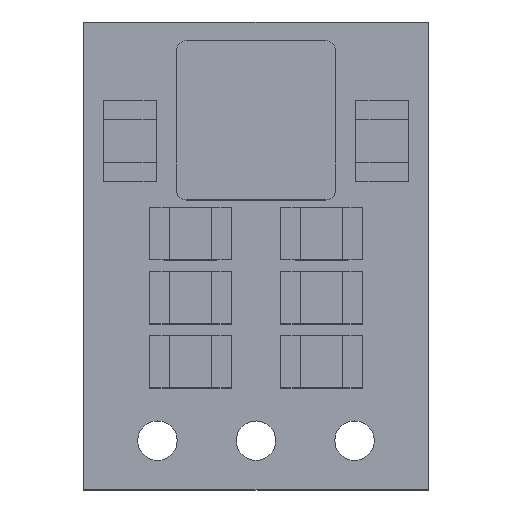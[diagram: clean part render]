
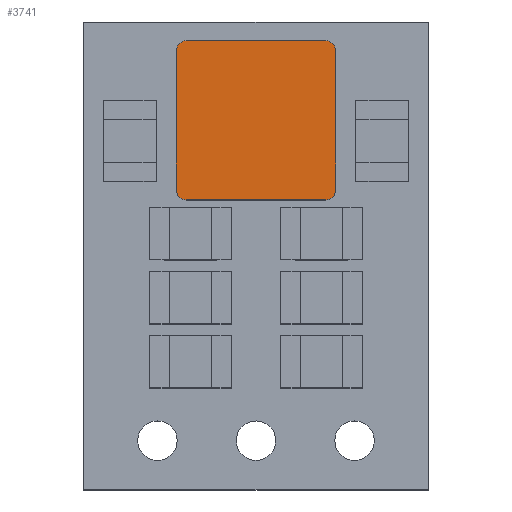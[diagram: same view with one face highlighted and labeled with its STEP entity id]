
A CAD part, top view. The second image highlights one B-rep face of the part: STEP entity #3741.
In plain terms, the highlighted planar face has unit normal (0, 0, 1).
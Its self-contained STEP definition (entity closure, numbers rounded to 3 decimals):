
#419 = CIRCLE ( 'NONE', #4839, 0.25 ) ;
#1516 = ORIENTED_EDGE ( 'NONE', *, *, #38724, .T. ) ;
#1794 = CARTESIAN_POINT ( 'NONE',  ( 6.245, 11.325, 4.016 ) ) ;
#3741 = ADVANCED_FACE ( 'NONE', ( #11676 ), #21483, .T. ) ;
#4164 = DIRECTION ( 'NONE',  ( 1., 0., 0. ) ) ;
#4778 = CARTESIAN_POINT ( 'NONE',  ( 6.245, 7.725, 4.016 ) ) ;
#4810 = CIRCLE ( 'NONE', #24946, 0.25 ) ;
#4839 = AXIS2_PLACEMENT_3D ( 'NONE', #4778, #7949, #14380 ) ;
#4984 = VECTOR ( 'NONE', #36348, 1000. ) ;
#5102 = CARTESIAN_POINT ( 'NONE',  ( 2.395, 7.725, 4.016 ) ) ;
#6772 = CARTESIAN_POINT ( 'NONE',  ( 6.245, 11.325, 4.016 ) ) ;
#6863 = EDGE_CURVE ( 'NONE', #14354, #15065, #4810, .T. ) ;
#6900 = EDGE_CURVE ( 'NONE', #15937, #32527, #19269, .T. ) ;
#6903 = EDGE_CURVE ( 'NONE', #16729, #15937, #10462, .T. ) ;
#7515 = CARTESIAN_POINT ( 'NONE',  ( 2.395, 11.325, 4.016 ) ) ;
#7740 = EDGE_LOOP ( 'NONE', ( #36263, #14740, #17908, #27158, #1516, #8748, #19851, #31483 ) ) ;
#7949 = DIRECTION ( 'NONE',  ( 0., 0., 1. ) ) ;
#8151 = CARTESIAN_POINT ( 'NONE',  ( 6.245, 11.575, 4.016 ) ) ;
#8310 = CARTESIAN_POINT ( 'NONE',  ( 2.645, 7.475, 4.016 ) ) ;
#8748 = ORIENTED_EDGE ( 'NONE', *, *, #30874, .T. ) ;
#9858 = DIRECTION ( 'NONE',  ( 1., 0., 0. ) ) ;
#10213 = CARTESIAN_POINT ( 'NONE',  ( 6.495, 7.725, 4.016 ) ) ;
#10462 = CIRCLE ( 'NONE', #11093, 0.25 ) ;
#10617 = CARTESIAN_POINT ( 'NONE',  ( 6.245, 7.475, 4.016 ) ) ;
#11093 = AXIS2_PLACEMENT_3D ( 'NONE', #13400, #34398, #22253 ) ;
#11329 = CARTESIAN_POINT ( 'NONE',  ( 2.645, 11.575, 4.016 ) ) ;
#11676 = FACE_OUTER_BOUND ( 'NONE', #7740, .T. ) ;
#11825 = AXIS2_PLACEMENT_3D ( 'NONE', #6772, #18728, #30500 ) ;
#11949 = EDGE_CURVE ( 'NONE', #27623, #14354, #19835, .T. ) ;
#12371 = EDGE_CURVE ( 'NONE', #15065, #16729, #12608, .T. ) ;
#12608 = LINE ( 'NONE', #30484, #4984 ) ;
#13347 = DIRECTION ( 'NONE',  ( 0., 1., 0. ) ) ;
#13400 = CARTESIAN_POINT ( 'NONE',  ( 2.645, 11.325, 4.016 ) ) ;
#13778 = DIRECTION ( 'NONE',  ( 0., -1., 0. ) ) ;
#14354 = VERTEX_POINT ( 'NONE', #27012 ) ;
#14380 = DIRECTION ( 'NONE',  ( 1., 0., 0. ) ) ;
#14740 = ORIENTED_EDGE ( 'NONE', *, *, #12371, .T. ) ;
#15065 = VERTEX_POINT ( 'NONE', #8151 ) ;
#15937 = VERTEX_POINT ( 'NONE', #29475 ) ;
#16365 = CARTESIAN_POINT ( 'NONE',  ( 6.495, 7.725, 4.016 ) ) ;
#16729 = VERTEX_POINT ( 'NONE', #11329 ) ;
#17908 = ORIENTED_EDGE ( 'NONE', *, *, #6903, .T. ) ;
#18728 = DIRECTION ( 'NONE',  ( 0., 0., 1. ) ) ;
#19254 = CARTESIAN_POINT ( 'NONE',  ( 2.645, 7.475, 4.016 ) ) ;
#19269 = LINE ( 'NONE', #7515, #33028 ) ;
#19835 = LINE ( 'NONE', #10213, #22526 ) ;
#19851 = ORIENTED_EDGE ( 'NONE', *, *, #29132, .T. ) ;
#21483 = PLANE ( 'NONE',  #11825 ) ;
#22253 = DIRECTION ( 'NONE',  ( 1., 0., 0. ) ) ;
#22283 = VERTEX_POINT ( 'NONE', #10617 ) ;
#22526 = VECTOR ( 'NONE', #13347, 1000. ) ;
#24946 = AXIS2_PLACEMENT_3D ( 'NONE', #1794, #34217, #4164 ) ;
#27012 = CARTESIAN_POINT ( 'NONE',  ( 6.495, 11.325, 4.016 ) ) ;
#27158 = ORIENTED_EDGE ( 'NONE', *, *, #6900, .T. ) ;
#27518 = VECTOR ( 'NONE', #9858, 1000. ) ;
#27623 = VERTEX_POINT ( 'NONE', #16365 ) ;
#29132 = EDGE_CURVE ( 'NONE', #22283, #27623, #419, .T. ) ;
#29475 = CARTESIAN_POINT ( 'NONE',  ( 2.395, 11.325, 4.016 ) ) ;
#30484 = CARTESIAN_POINT ( 'NONE',  ( 6.245, 11.575, 4.016 ) ) ;
#30500 = DIRECTION ( 'NONE',  ( 1., 0., 0. ) ) ;
#30874 = EDGE_CURVE ( 'NONE', #31371, #22283, #36727, .T. ) ;
#31371 = VERTEX_POINT ( 'NONE', #8310 ) ;
#31483 = ORIENTED_EDGE ( 'NONE', *, *, #11949, .T. ) ;
#32527 = VERTEX_POINT ( 'NONE', #5102 ) ;
#33028 = VECTOR ( 'NONE', #13778, 1000. ) ;
#33599 = CARTESIAN_POINT ( 'NONE',  ( 2.645, 7.725, 4.016 ) ) ;
#34217 = DIRECTION ( 'NONE',  ( 0., 0., 1. ) ) ;
#34398 = DIRECTION ( 'NONE',  ( 0., 0., 1. ) ) ;
#34763 = CIRCLE ( 'NONE', #35374, 0.25 ) ;
#35374 = AXIS2_PLACEMENT_3D ( 'NONE', #33599, #36526, #35957 ) ;
#35957 = DIRECTION ( 'NONE',  ( 1., 0., 0. ) ) ;
#36263 = ORIENTED_EDGE ( 'NONE', *, *, #6863, .T. ) ;
#36348 = DIRECTION ( 'NONE',  ( -1., 0., 0. ) ) ;
#36526 = DIRECTION ( 'NONE',  ( 0., 0., 1. ) ) ;
#36727 = LINE ( 'NONE', #19254, #27518 ) ;
#38724 = EDGE_CURVE ( 'NONE', #32527, #31371, #34763, .T. ) ;
